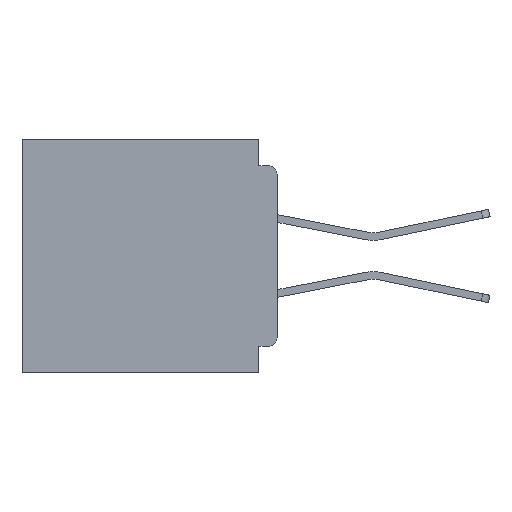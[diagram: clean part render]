
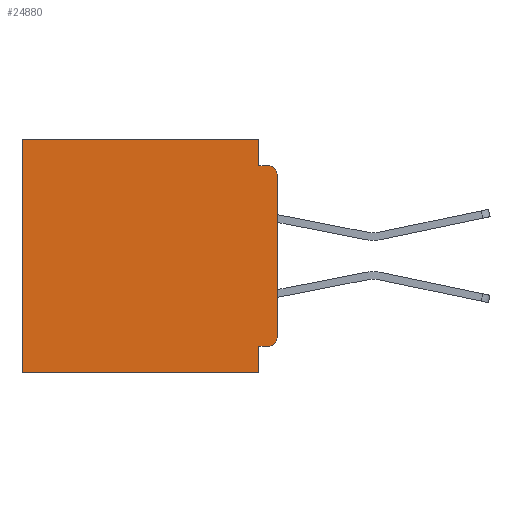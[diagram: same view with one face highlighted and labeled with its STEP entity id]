
A CAD part, left-side view. The second image highlights one B-rep face of the part: STEP entity #24880.
In plain terms, the highlighted planar face has unit normal (-1, 0, 0).
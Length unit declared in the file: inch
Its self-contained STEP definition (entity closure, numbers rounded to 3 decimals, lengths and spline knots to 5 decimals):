
#951 = CARTESIAN_POINT ( 'NONE',  ( 0.3, 0.031, -0.4 ) ) ;
#4548 = EDGE_CURVE ( 'NONE', #14772, #7469, #43871, .T. ) ;
#4667 = CARTESIAN_POINT ( 'NONE',  ( 0.3, 0.031, 0. ) ) ;
#5329 = DIRECTION ( 'NONE',  ( 0., 0., -1. ) ) ;
#5447 = CARTESIAN_POINT ( 'NONE',  ( 0.3, 0.015, -0.06 ) ) ;
#5504 = DIRECTION ( 'NONE',  ( -1., 0., 0. ) ) ;
#5665 = EDGE_CURVE ( 'NONE', #29971, #48480, #15584, .T. ) ;
#6441 = VECTOR ( 'NONE', #9617, 39.37008 ) ;
#6767 = LINE ( 'NONE', #22140, #29063 ) ;
#6854 = CARTESIAN_POINT ( 'NONE',  ( 0.3, 0., -0.045 ) ) ;
#7152 = CARTESIAN_POINT ( 'NONE',  ( 0.3, 0.437, -0.4 ) ) ;
#7207 = DIRECTION ( 'NONE',  ( -1., 0., 0. ) ) ;
#7469 = VERTEX_POINT ( 'NONE', #56733 ) ;
#7640 = ORIENTED_EDGE ( 'NONE', *, *, #48513, .F. ) ;
#7832 = LINE ( 'NONE', #40348, #6441 ) ;
#7857 = EDGE_CURVE ( 'NONE', #55687, #53558, #9634, .T. ) ;
#8479 = EDGE_LOOP ( 'NONE', ( #7640, #35638, #14155, #36295, #21883, #30025, #21765, #32718, #28957, #23458 ) ) ;
#9093 = CARTESIAN_POINT ( 'NONE',  ( 0.3, 0.031, -0.045 ) ) ;
#9617 = DIRECTION ( 'NONE',  ( 0., 0., -1. ) ) ;
#9634 = CIRCLE ( 'NONE', #56875, 0.015 ) ;
#10832 = CARTESIAN_POINT ( 'NONE',  ( 0.3, 0.437, -0.4 ) ) ;
#11289 = DIRECTION ( 'NONE',  ( 0., -1., 0. ) ) ;
#11312 = VECTOR ( 'NONE', #43766, 39.37008 ) ;
#11585 = PLANE ( 'NONE',  #14828 ) ;
#12596 = CARTESIAN_POINT ( 'NONE',  ( 0.3, 0.015, -0.355 ) ) ;
#12977 = CARTESIAN_POINT ( 'NONE',  ( 0.3, 0., -0.06 ) ) ;
#13700 = VERTEX_POINT ( 'NONE', #44350 ) ;
#14155 = ORIENTED_EDGE ( 'NONE', *, *, #20941, .F. ) ;
#14547 = VERTEX_POINT ( 'NONE', #7152 ) ;
#14772 = VERTEX_POINT ( 'NONE', #12977 ) ;
#14828 = AXIS2_PLACEMENT_3D ( 'NONE', #42498, #20670, #51301 ) ;
#15584 = LINE ( 'NONE', #17485, #11312 ) ;
#16430 = VECTOR ( 'NONE', #37357, 39.37008 ) ;
#16567 = VERTEX_POINT ( 'NONE', #9093 ) ;
#17485 = CARTESIAN_POINT ( 'NONE',  ( 0.3, 0., 0. ) ) ;
#19071 = VECTOR ( 'NONE', #51955, 39.37008 ) ;
#20445 = LINE ( 'NONE', #47394, #19071 ) ;
#20670 = DIRECTION ( 'NONE',  ( 1., 0., 0. ) ) ;
#20941 = EDGE_CURVE ( 'NONE', #16567, #7469, #50597, .T. ) ;
#21091 = EDGE_CURVE ( 'NONE', #55687, #13700, #20445, .T. ) ;
#21709 = EDGE_CURVE ( 'NONE', #29971, #16567, #32735, .T. ) ;
#21765 = ORIENTED_EDGE ( 'NONE', *, *, #47029, .F. ) ;
#21883 = ORIENTED_EDGE ( 'NONE', *, *, #5665, .T. ) ;
#22140 = CARTESIAN_POINT ( 'NONE',  ( 0.3, 0., -0.4 ) ) ;
#23390 = LINE ( 'NONE', #26587, #36425 ) ;
#23458 = ORIENTED_EDGE ( 'NONE', *, *, #7857, .T. ) ;
#24771 = EDGE_CURVE ( 'NONE', #48480, #14547, #28278, .T. ) ;
#24880 = ADVANCED_FACE ( 'NONE', ( #37215 ), #11585, .F. ) ;
#25978 = VECTOR ( 'NONE', #11289, 39.37008 ) ;
#26587 = CARTESIAN_POINT ( 'NONE',  ( 0.3, 0., -0.4 ) ) ;
#28233 = VERTEX_POINT ( 'NONE', #951 ) ;
#28278 = LINE ( 'NONE', #10832, #16430 ) ;
#28957 = ORIENTED_EDGE ( 'NONE', *, *, #21091, .F. ) ;
#29063 = VECTOR ( 'NONE', #43969, 39.37008 ) ;
#29971 = VERTEX_POINT ( 'NONE', #4667 ) ;
#30009 = AXIS2_PLACEMENT_3D ( 'NONE', #5447, #5504, #5329 ) ;
#30025 = ORIENTED_EDGE ( 'NONE', *, *, #24771, .T. ) ;
#31392 = VECTOR ( 'NONE', #34309, 39.37008 ) ;
#32718 = ORIENTED_EDGE ( 'NONE', *, *, #51532, .F. ) ;
#32735 = LINE ( 'NONE', #56048, #31392 ) ;
#33774 = CARTESIAN_POINT ( 'NONE',  ( 0.3, 0.015, -0.34 ) ) ;
#34309 = DIRECTION ( 'NONE',  ( 0., 0., -1. ) ) ;
#35638 = ORIENTED_EDGE ( 'NONE', *, *, #4548, .T. ) ;
#36295 = ORIENTED_EDGE ( 'NONE', *, *, #21709, .F. ) ;
#36425 = VECTOR ( 'NONE', #57125, 39.37008 ) ;
#37215 = FACE_OUTER_BOUND ( 'NONE', #8479, .T. ) ;
#37357 = DIRECTION ( 'NONE',  ( 0., 0., -1. ) ) ;
#38179 = DIRECTION ( 'NONE',  ( 0., 0., -1. ) ) ;
#40348 = CARTESIAN_POINT ( 'NONE',  ( 0.3, 0.031, -0.4 ) ) ;
#42498 = CARTESIAN_POINT ( 'NONE',  ( 0.3, 0., -0.4 ) ) ;
#43766 = DIRECTION ( 'NONE',  ( 0., 1., 0. ) ) ;
#43871 = CIRCLE ( 'NONE', #30009, 0.015 ) ;
#43969 = DIRECTION ( 'NONE',  ( 0., 1., 0. ) ) ;
#44350 = CARTESIAN_POINT ( 'NONE',  ( 0.3, 0.031, -0.355 ) ) ;
#46470 = CARTESIAN_POINT ( 'NONE',  ( 0.3, 0., -0.34 ) ) ;
#47029 = EDGE_CURVE ( 'NONE', #28233, #14547, #6767, .T. ) ;
#47394 = CARTESIAN_POINT ( 'NONE',  ( 0.3, 0., -0.355 ) ) ;
#48480 = VERTEX_POINT ( 'NONE', #52361 ) ;
#48513 = EDGE_CURVE ( 'NONE', #14772, #53558, #23390, .T. ) ;
#50597 = LINE ( 'NONE', #6854, #25978 ) ;
#51301 = DIRECTION ( 'NONE',  ( 0., 0., -1. ) ) ;
#51532 = EDGE_CURVE ( 'NONE', #13700, #28233, #7832, .T. ) ;
#51955 = DIRECTION ( 'NONE',  ( 0., 1., 0. ) ) ;
#52361 = CARTESIAN_POINT ( 'NONE',  ( 0.3, 0.437, 0. ) ) ;
#53558 = VERTEX_POINT ( 'NONE', #46470 ) ;
#55687 = VERTEX_POINT ( 'NONE', #12596 ) ;
#56048 = CARTESIAN_POINT ( 'NONE',  ( 0.3, 0.031, 0. ) ) ;
#56733 = CARTESIAN_POINT ( 'NONE',  ( 0.3, 0.015, -0.045 ) ) ;
#56875 = AXIS2_PLACEMENT_3D ( 'NONE', #33774, #7207, #38179 ) ;
#57125 = DIRECTION ( 'NONE',  ( 0., 0., -1. ) ) ;
